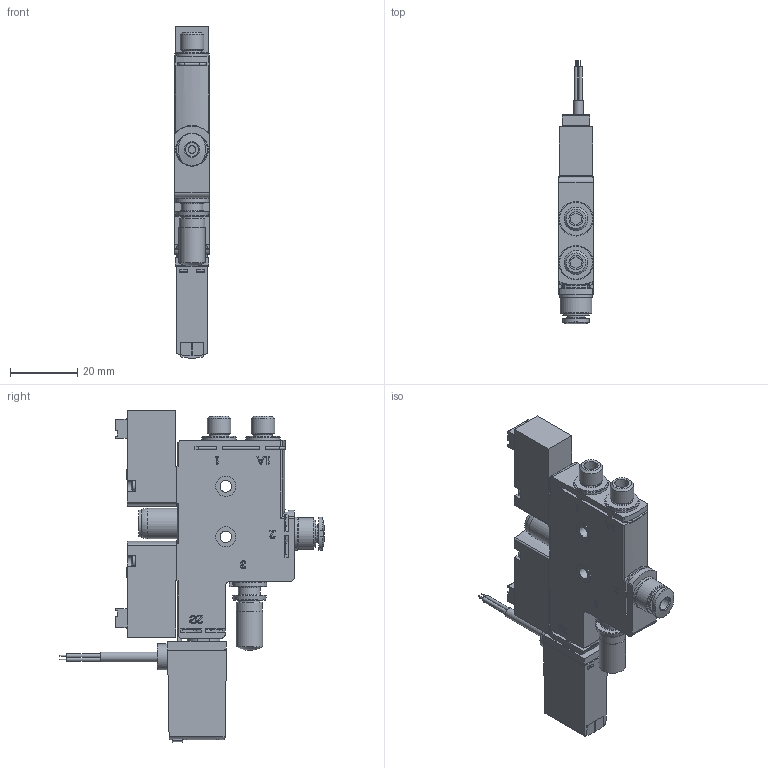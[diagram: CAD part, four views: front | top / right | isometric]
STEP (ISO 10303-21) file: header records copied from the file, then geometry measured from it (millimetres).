
FILE_DESCRIPTION(/* description */ ('STEP AP214'),/* implementation_level */ '2;1');
FILE_NAME(/* name */ '8141086_OVEL-5-H-10-P-VQ4-UC-C-A-V1PNLK-H3',/* time_stamp */ '2024-09-13T11:24:54+02:00',/* author */ ('License CC BY-ND 4.0'),/* organization */ ('CADENAS'),/* preprocessor_version */ 'ST-DEVELOPER v19.3',/* originating_system */ 'PARTsolutions',/* authorisation */ ' ');
FILE_SCHEMA (('AUTOMOTIVE_DESIGN {1 0 10303 214 3 1 1}'));
Length unit declared in the file: millimetre
Products named in the file (11): 8141086 OVEL-5-H-10-P-VQ4-UC-C-A-V1PNLK-H3; 4329487 OVEL-5A---(h); 4550078 OVEL---(h); 132622 QSPKG10-4; 197005 MHA1-M1H-3/2G-0,6-TC_p; 4406465 DPT-F-TP-1.6x23-PT10; 8025978 SPAE-V1R-PC10-PNLK-2.5K_O; 4333511 SPTE-PC10; 677814 MEBH-4/2-QS-6---(SPTE); 165003 UC-M5; 388135 CPA10(OABM)
Assembly tree (16 placements, depth 2):
  8141086 OVEL-5-H-10-P-VQ4-UC-C-A-V1PNLK-H3
    4329487 OVEL-5A---(h)
    4550078 OVEL---(h)  x2
    132622 QSPKG10-4
    197005 MHA1-M1H-3/2G-0,6-TC_p  x2
    4406465 DPT-F-TP-1.6x23-PT10  x4
    8025978 SPAE-V1R-PC10-PNLK-2.5K_O
    4333511 SPTE-PC10
    677814 MEBH-4/2-QS-6---(SPTE)  x2
    165003 UC-M5
    388135 CPA10(OABM)
Bounding box: 10.3 x 78.4 x 98.56 mm (x, y, z)
Volume: 30779.4 mm3; surface area: 18686.4 mm2
Topology: 16 solids, 16 shells, 990 faces, 2460 edges, 1609 vertices
Faces by surface type: plane 541, cylinder 328, torus 62, cone 52, sphere 7
Full cylindrical faces by diameter (mm): 0.25 x3, 0.7 x1, 0.8 x5, 0.9 x2, 1.05 x3, 1.25 x4, 1.28 x4, 1.6 x4, 1.68 x4, 1.8 x8, 2 x1, 2.3 x1, 2.9 x2, 3 x1, 3.1 x2, 3.2 x4, 3.4 x1, 3.45 x2, 3.8 x1, 3.9 x1, 4 x1, 4.134 x1, 4.2 x2, 5.4 x2, 5.6 x2, 5.65 x3, 5.93 x2, 6 x4, 6.4 x2, 6.5 x2
Entity records: 27217 total; most frequent: CARTESIAN_POINT 4066, DIRECTION 3849, ORIENTED_EDGE 3498, EDGE_CURVE 1749, AXIS2_PLACEMENT_3D 1352, VERTEX_POINT 1251, LINE 1145, VECTOR 1145
